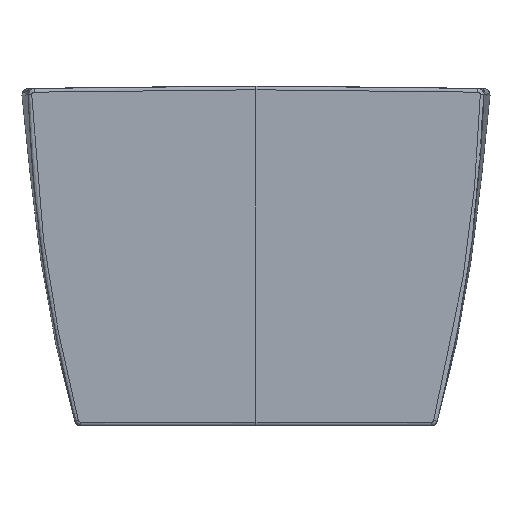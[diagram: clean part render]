
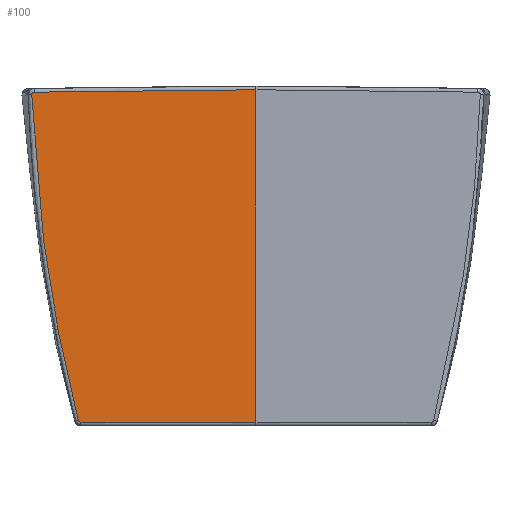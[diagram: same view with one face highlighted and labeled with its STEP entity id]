
A CAD part, front view. The second image highlights one B-rep face of the part: STEP entity #100.
In plain terms, the highlighted free-form (B-spline) face has degree [1, 1] with [2, 2] control points.
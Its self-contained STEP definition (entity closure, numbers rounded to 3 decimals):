
#42=LINE('',#2338,#43);
#43=VECTOR('',#1004,1.);
#56=B_SPLINE_SURFACE_WITH_KNOTS('',1,1,((#7779,#7780),(#7781,#7782)),
 .UNSPECIFIED.,.F.,.F.,.F.,(2,2),(2,2),(0.,1.),(0.,1.),.UNSPECIFIED.);
#100=ADVANCED_FACE('',(#201),#56,.T.);
#201=FACE_OUTER_BOUND('',#262,.T.);
#262=EDGE_LOOP('',(#507,#508,#509,#510,#511,#512,#513));
#507=ORIENTED_EDGE('',*,*,#842,.T.);
#508=ORIENTED_EDGE('',*,*,#843,.T.);
#509=ORIENTED_EDGE('',*,*,#765,.T.);
#510=ORIENTED_EDGE('',*,*,#771,.T.);
#511=ORIENTED_EDGE('',*,*,#844,.T.);
#512=ORIENTED_EDGE('',*,*,#845,.T.);
#513=ORIENTED_EDGE('',*,*,#846,.T.);
#663=VERTEX_POINT('',#2272);
#664=VERTEX_POINT('',#2273);
#669=VERTEX_POINT('',#2337);
#714=VERTEX_POINT('',#7729);
#715=VERTEX_POINT('',#7730);
#716=VERTEX_POINT('',#7757);
#717=VERTEX_POINT('',#7774);
#765=EDGE_CURVE('',#663,#664,#908,.T.);
#771=EDGE_CURVE('',#664,#669,#42,.T.);
#842=EDGE_CURVE('',#714,#715,#962,.T.);
#843=EDGE_CURVE('',#715,#663,#963,.T.);
#844=EDGE_CURVE('',#669,#716,#964,.T.);
#845=EDGE_CURVE('',#716,#717,#965,.T.);
#846=EDGE_CURVE('',#717,#714,#966,.T.);
#908=B_SPLINE_CURVE_WITH_KNOTS('',3,(#2268,#2269,#2270,#2271),
 .UNSPECIFIED.,.F.,.F.,(4,4),(0.,1.),.UNSPECIFIED.);
#962=B_SPLINE_CURVE_WITH_KNOTS('',3,(#7716,#7717,#7718,#7719,#7720,#7721,
#7722,#7723,#7724,#7725,#7726,#7727,#7728),.UNSPECIFIED.,.F.,.F.,(4,3,3,
3,4),(0.,0.232,0.488,0.744,1.),
 .UNSPECIFIED.);
#963=B_SPLINE_CURVE_WITH_KNOTS('',3,(#7731,#7732,#7733,#7734,#7735,#7736,
#7737,#7738,#7739,#7740,#7741,#7742,#7743),.UNSPECIFIED.,.F.,.F.,(4,3,3,
3,4),(0.,0.043,0.214,0.899,1.),
 .UNSPECIFIED.);
#964=B_SPLINE_CURVE_WITH_KNOTS('',3,(#7744,#7745,#7746,#7747,#7748,#7749,
#7750,#7751,#7752,#7753,#7754,#7755,#7756),.UNSPECIFIED.,.F.,.F.,(4,3,3,
3,4),(0.,0.168,0.445,0.723,1.),
 .UNSPECIFIED.);
#965=B_SPLINE_CURVE_WITH_KNOTS('',3,(#7758,#7759,#7760,#7761,#7762,#7763,
#7764,#7765,#7766,#7767,#7768,#7769,#7770,#7771,#7772,#7773),
 .UNSPECIFIED.,.F.,.F.,(4,3,3,3,3,4),(0.,0.148,0.361,
0.574,0.787,1.),.UNSPECIFIED.);
#966=B_SPLINE_CURVE_WITH_KNOTS('',3,(#7775,#7776,#7777,#7778),
 .UNSPECIFIED.,.F.,.F.,(4,4),(0.,1.),.UNSPECIFIED.);
#1004=DIRECTION('',(0.,0.,1.));
#2268=CARTESIAN_POINT('',(0.,0.,-267.));
#2269=CARTESIAN_POINT('',(0.,0.,-266.78));
#2270=CARTESIAN_POINT('',(0.,0.,-266.56));
#2271=CARTESIAN_POINT('',(0.,0.,-266.34));
#2272=CARTESIAN_POINT('',(0.,0.,-267.));
#2273=CARTESIAN_POINT('',(0.,0.,-266.34));
#2337=CARTESIAN_POINT('',(0.,0.,-0.999));
#2338=CARTESIAN_POINT('',(0.,0.,-132.565));
#7716=CARTESIAN_POINT('',(-142.122,0.,-265.5));
#7717=CARTESIAN_POINT('',(-142.071,0.,-265.697));
#7718=CARTESIAN_POINT('',(-141.989,0.,-265.888));
#7719=CARTESIAN_POINT('',(-141.881,0.,-266.06));
#7720=CARTESIAN_POINT('',(-141.763,0.,-266.25));
#7721=CARTESIAN_POINT('',(-141.61,0.,-266.422));
#7722=CARTESIAN_POINT('',(-141.435,0.,-266.562));
#7723=CARTESIAN_POINT('',(-141.26,0.,-266.702));
#7724=CARTESIAN_POINT('',(-141.059,0.,-266.813));
#7725=CARTESIAN_POINT('',(-140.847,0.,-266.887));
#7726=CARTESIAN_POINT('',(-140.636,0.,-266.961));
#7727=CARTESIAN_POINT('',(-140.409,0.,-267.));
#7728=CARTESIAN_POINT('',(-140.185,0.,-267.));
#7729=CARTESIAN_POINT('',(-142.122,0.,-265.5));
#7730=CARTESIAN_POINT('',(-140.185,0.,-267.));
#7731=CARTESIAN_POINT('',(-140.185,0.,-267.));
#7732=CARTESIAN_POINT('',(-138.185,0.,-267.));
#7733=CARTESIAN_POINT('',(-136.185,0.,-267.));
#7734=CARTESIAN_POINT('',(-134.185,0.,-267.));
#7735=CARTESIAN_POINT('',(-126.185,0.,-267.));
#7736=CARTESIAN_POINT('',(-118.185,0.,-267.));
#7737=CARTESIAN_POINT('',(-110.185,0.,-267.));
#7738=CARTESIAN_POINT('',(-78.185,0.,-267.));
#7739=CARTESIAN_POINT('',(-46.185,0.,-267.));
#7740=CARTESIAN_POINT('',(-14.185,0.,-267.));
#7741=CARTESIAN_POINT('',(-9.457,0.,-267.));
#7742=CARTESIAN_POINT('',(-4.728,0.,-267.));
#7743=CARTESIAN_POINT('',(0.,0.,-267.));
#7744=CARTESIAN_POINT('',(0.,0.,-0.999));
#7745=CARTESIAN_POINT('',(-9.929,0.,-1.012));
#7746=CARTESIAN_POINT('',(-19.859,0.,-1.034));
#7747=CARTESIAN_POINT('',(-29.788,0.,-1.074));
#7748=CARTESIAN_POINT('',(-46.206,0.,-1.141));
#7749=CARTESIAN_POINT('',(-62.623,0.,-1.252));
#7750=CARTESIAN_POINT('',(-79.04,0.,-1.408));
#7751=CARTESIAN_POINT('',(-95.457,0.,-1.565));
#7752=CARTESIAN_POINT('',(-111.873,0.,-1.765));
#7753=CARTESIAN_POINT('',(-128.289,0.,-2.013));
#7754=CARTESIAN_POINT('',(-144.705,0.,-2.26));
#7755=CARTESIAN_POINT('',(-161.12,0.,-2.557));
#7756=CARTESIAN_POINT('',(-177.534,0.,-2.893));
#7757=CARTESIAN_POINT('',(-177.534,0.,-2.893));
#7758=CARTESIAN_POINT('',(-177.534,0.,-2.893));
#7759=CARTESIAN_POINT('',(-177.69,0.,-2.897));
#7760=CARTESIAN_POINT('',(-177.847,0.,-2.918));
#7761=CARTESIAN_POINT('',(-177.998,0.,-2.958));
#7762=CARTESIAN_POINT('',(-178.215,0.,-3.014));
#7763=CARTESIAN_POINT('',(-178.425,0.,-3.109));
#7764=CARTESIAN_POINT('',(-178.611,0.,-3.234));
#7765=CARTESIAN_POINT('',(-178.797,0.,-3.359));
#7766=CARTESIAN_POINT('',(-178.963,0.,-3.517));
#7767=CARTESIAN_POINT('',(-179.097,0.,-3.697));
#7768=CARTESIAN_POINT('',(-179.231,0.,-3.876));
#7769=CARTESIAN_POINT('',(-179.336,0.,-4.08));
#7770=CARTESIAN_POINT('',(-179.403,0.,-4.294));
#7771=CARTESIAN_POINT('',(-179.47,0.,-4.507));
#7772=CARTESIAN_POINT('',(-179.501,0.,-4.735));
#7773=CARTESIAN_POINT('',(-179.494,0.,-4.958));
#7774=CARTESIAN_POINT('',(-179.494,0.,-4.958));
#7775=CARTESIAN_POINT('',(-179.494,0.,-4.958));
#7776=CARTESIAN_POINT('',(-176.614,0.,-92.864));
#7777=CARTESIAN_POINT('',(-164.102,0.,-180.337));
#7778=CARTESIAN_POINT('',(-142.122,0.,-265.5));
#7779=CARTESIAN_POINT('',(-195.972,0.,19.822));
#7780=CARTESIAN_POINT('',(1.038,0.,20.254));
#7781=CARTESIAN_POINT('',(-195.273,0.,-298.948));
#7782=CARTESIAN_POINT('',(1.737,0.,-298.516));
